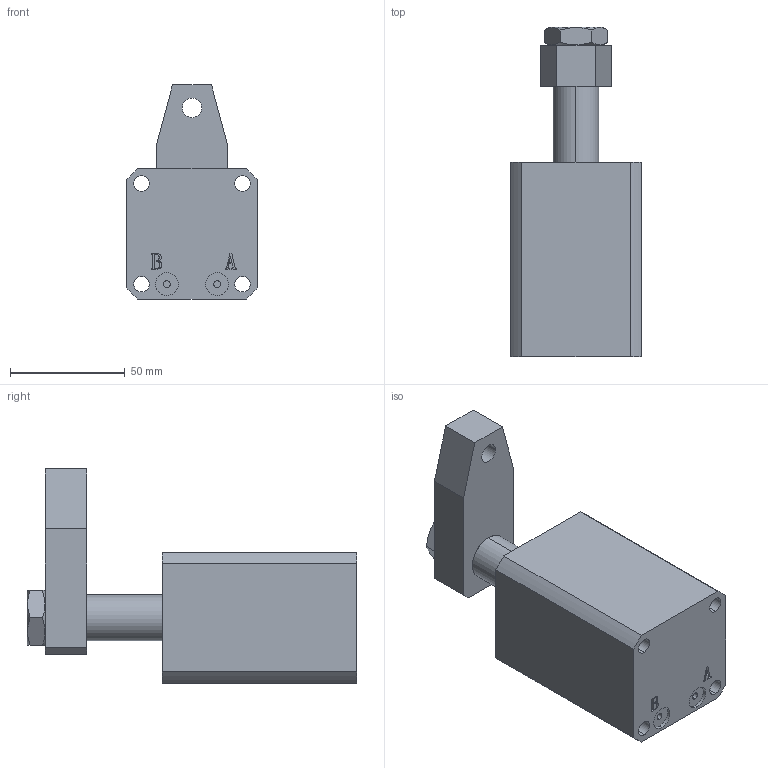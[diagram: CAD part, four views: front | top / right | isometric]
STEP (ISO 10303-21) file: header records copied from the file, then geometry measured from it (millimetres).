
FILE_DESCRIPTION (( 'STEP AP203' ), '1' );
FILE_NAME ('HSL-M32S.STEP', '2020-09-15T03:38:15', ( '微软用户' ), ( '微软中国' ), 'SwSTEP 2.0', 'SolidWorks 2012', '' );
FILE_SCHEMA (( 'CONFIG_CONTROL_DESIGN' ));
Length unit declared in the file: millimetre
Products named in the file (5): HSL-M32S; HSL-M32S揤旋杻秶; HSL-32S活塞杆; hex thin nuts-grades ab-chamfered gb_GB_FASTENER_NUT_STNAB M16-N; HSL-M32蛌褒詰掛极
Assembly tree (4 placements, depth 2):
  HSL-M32S
    HSL-M32蛌褒詰掛极
    hex thin nuts-grades ab-chamfered gb_GB_FASTENER_NUT_STNAB M16-N
    HSL-32S活塞杆
    HSL-M32S揤旋杻秶
Bounding box: 57 x 144 x 93.5 mm (x, y, z)
Volume: 289460.3 mm3; surface area: 58440.2 mm2
Topology: 4 solids, 4 shells, 155 faces, 370 edges, 242 vertices
Faces by surface type: plane 77, cylinder 46, bspline 16, cone 14, torus 2
Entity records: 5871 total; most frequent: CARTESIAN_POINT 1746, ORIENTED_EDGE 740, DIRECTION 730, EDGE_CURVE 370, AXIS2_PLACEMENT_3D 258, VERTEX_POINT 242, LINE 214, VECTOR 214
